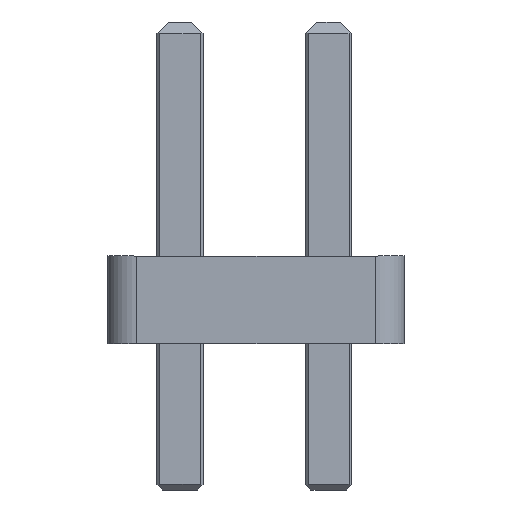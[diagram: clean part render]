
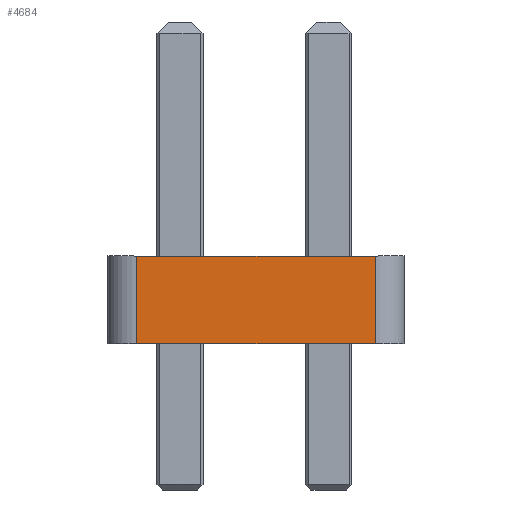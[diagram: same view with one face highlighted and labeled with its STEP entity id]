
A CAD part, left-side view. The second image highlights one B-rep face of the part: STEP entity #4684.
In plain terms, the highlighted planar face has unit normal (-1, 0, 0).
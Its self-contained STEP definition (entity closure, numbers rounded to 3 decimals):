
#274=FACE_OUTER_BOUND('',#533,.T.);
#533=EDGE_LOOP('',(#3803,#3804,#3805,#3806));
#1018=LINE('',#7183,#1638);
#1019=LINE('',#7188,#1639);
#1020=LINE('',#7191,#1640);
#1021=LINE('',#7192,#1641);
#1638=VECTOR('',#5875,10.);
#1639=VECTOR('',#5882,10.);
#1640=VECTOR('',#5885,10.);
#1641=VECTOR('',#5886,10.);
#2148=VERTEX_POINT('',#7180);
#2149=VERTEX_POINT('',#7182);
#2150=VERTEX_POINT('',#7186);
#2151=VERTEX_POINT('',#7190);
#2726=EDGE_CURVE('',#2149,#2148,#1018,.T.);
#2729=EDGE_CURVE('',#2149,#2150,#1019,.T.);
#2730=EDGE_CURVE('',#2151,#2148,#1020,.T.);
#2731=EDGE_CURVE('',#2150,#2151,#1021,.T.);
#3803=ORIENTED_EDGE('',*,*,#2729,.F.);
#3804=ORIENTED_EDGE('',*,*,#2726,.T.);
#3805=ORIENTED_EDGE('',*,*,#2730,.F.);
#3806=ORIENTED_EDGE('',*,*,#2731,.F.);
#4435=PLANE('',#4998);
#4684=ADVANCED_FACE('',(#274),#4435,.T.);
#4998=AXIS2_PLACEMENT_3D('',#7189,#5883,#5884);
#5875=DIRECTION('',(0.,-1.,0.));
#5882=DIRECTION('',(0.,0.,1.));
#5883=DIRECTION('center_axis',(-1.,0.,0.));
#5884=DIRECTION('ref_axis',(0.,0.,1.));
#5885=DIRECTION('',(0.,0.,-1.));
#5886=DIRECTION('',(0.,-1.,0.));
#7180=CARTESIAN_POINT('',(-6.35,-2.04,0.));
#7182=CARTESIAN_POINT('',(-6.35,2.04,0.));
#7183=CARTESIAN_POINT('',(-6.35,2.04,0.));
#7186=CARTESIAN_POINT('',(-6.35,2.04,1.5));
#7188=CARTESIAN_POINT('',(-6.35,2.04,0.));
#7189=CARTESIAN_POINT('Origin',(-6.35,0.,-0.01));
#7190=CARTESIAN_POINT('',(-6.35,-2.04,1.5));
#7191=CARTESIAN_POINT('',(-6.35,-2.04,1.5));
#7192=CARTESIAN_POINT('',(-6.35,2.04,1.5));
